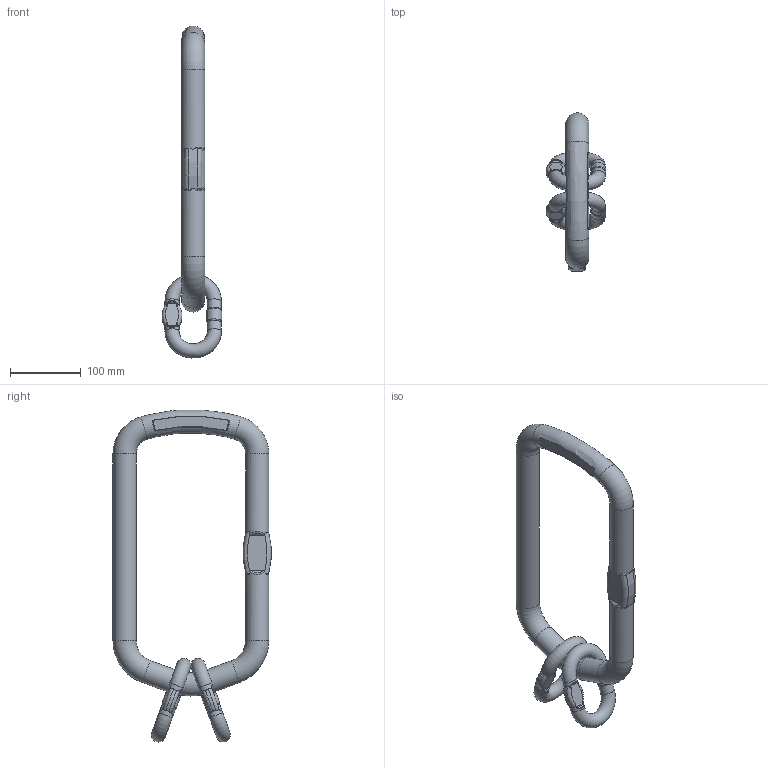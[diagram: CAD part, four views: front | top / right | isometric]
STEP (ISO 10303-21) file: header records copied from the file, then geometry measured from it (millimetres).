
FILE_DESCRIPTION(/* description */ (''),/* implementation_level */ '2;1');
FILE_NAME(/* name */ 'VLWP_2-13_4-10.stp',/* time_stamp */ '2018-02-23T11:45:16+01:00',/* author */ (''),/* organization */ (''),/* preprocessor_version */ 'ST-DEVELOPER v16',/* originating_system */ 'SIEMENS PLM Software NX 11.0',/* authorisation */ '');
FILE_SCHEMA (('AUTOMOTIVE_DESIGN { 1 0 10303 214 3 1 1 1 }'));
Length unit declared in the file: millimetre
Products named in the file (1): kch3EC42524llvj
Bounding box: 84.75 x 224.11 x 470.8 mm (x, y, z)
Volume: 1040578.2 mm3; surface area: 141346.5 mm2
Topology: 3 solids, 3 shells, 217 faces, 556 edges, 348 vertices
Faces by surface type: plane 62, cylinder 49, bspline 48, torus 26, extrusion 20, cone 12
Full cylindrical faces by diameter (mm): 20 x8, 21.5 x2, 33 x5
Entity records: 8256 total; most frequent: CARTESIAN_POINT 3710, ORIENTED_EDGE 1030, DIRECTION 734, EDGE_CURVE 515, VERTEX_POINT 336, AXIS2_PLACEMENT_3D 290, B_SPLINE_CURVE_WITH_KNOTS 261, EDGE_LOOP 255
